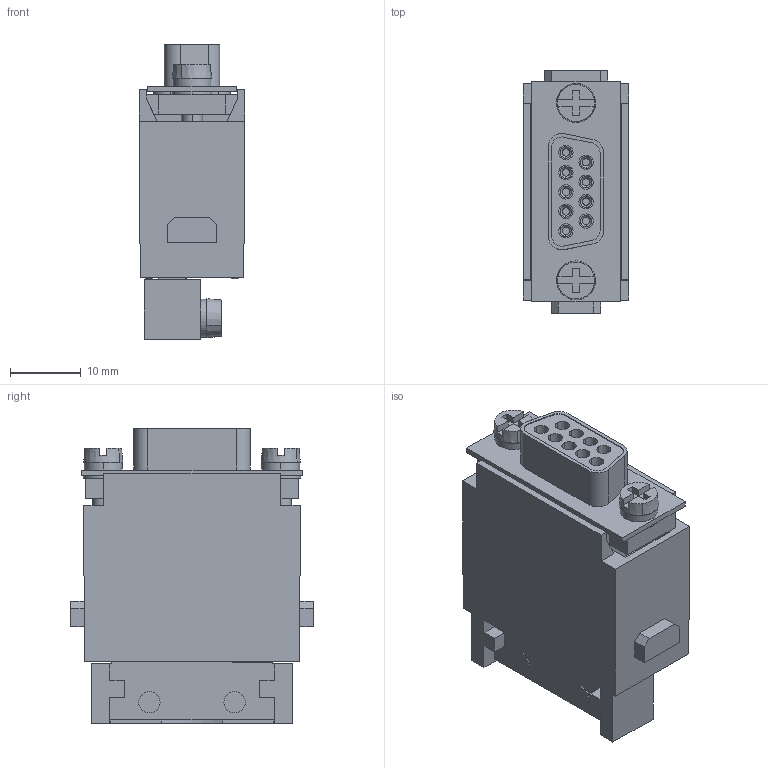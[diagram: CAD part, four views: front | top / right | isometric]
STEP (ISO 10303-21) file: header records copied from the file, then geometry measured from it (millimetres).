
FILE_DESCRIPTION(('Creo Elements/Direct Modeling STEP Export'),'2;1');
FILE_NAME('model.stp','2021-03-03T10:35:29',(''),(''),'Creo Elements/Direct Modeling STEP processor for AP214 (Solid Model)','Creo Elements/Direct Modeling 20.1D 10-Oct-2020 (C) Parametric Technology GmbH','');
FILE_SCHEMA(('AUTOMOTIVE_DESIGN { 1 0 10303 214 1 1 1 1 }'));
Length unit declared in the file: millimetre
Products named in the file (2): HC_M_DSUB_09_UT_F-select
Assembly tree (1 placements, depth 2):
  HC_M_DSUB_09_UT_F-select
    HC_M_DSUB_09_UT_F-select
Bounding box: 14.88 x 34.2 x 41.55 mm (x, y, z)
Volume: 9090.7 mm3; surface area: 9146 mm2
Topology: 1 solids, 1 shells, 537 faces, 1391 edges, 900 vertices
Faces by surface type: plane 315, cylinder 176, cone 46
Entity records: 20705 total; most frequent: CARTESIAN_POINT 3803, ORIENTED_EDGE 2782, DIRECTION 2380, EDGE_CURVE 1391, VERTEX_POINT 900, VECTOR 884, LINE 884, AXIS2_PLACEMENT_3D 748
